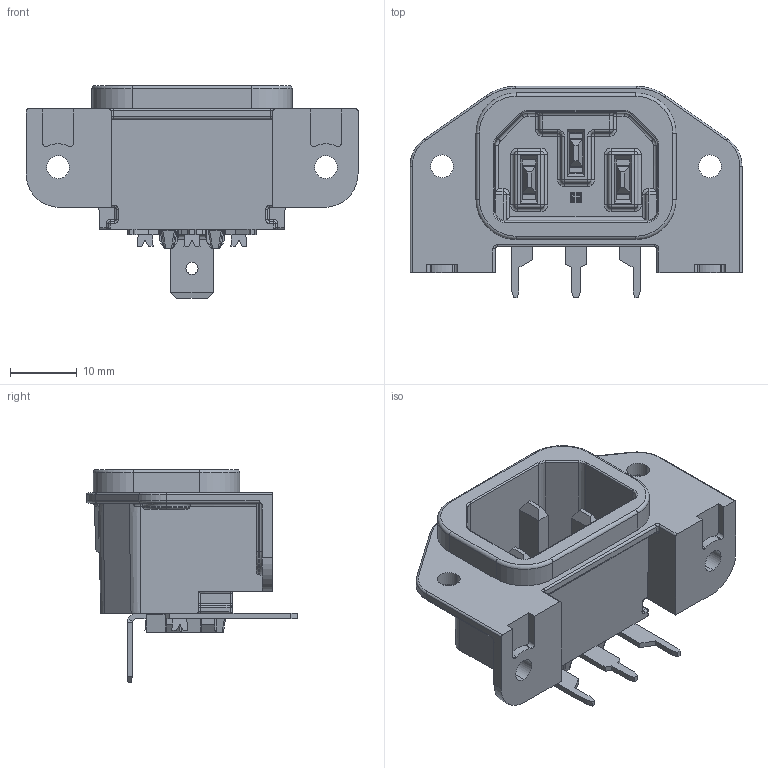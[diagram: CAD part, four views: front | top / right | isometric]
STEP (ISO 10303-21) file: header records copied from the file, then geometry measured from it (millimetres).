
FILE_DESCRIPTION (( 'STEP AP214' ), '1' );
FILE_NAME ('0100.2041_03.STEP', '2011-11-11T14:35:16', ( 'AnwenderIn' ), ( 'SCHURTER AG' ), 'SwSTEP 2.0', 'SolidWorks 2008', '' );
FILE_SCHEMA (( 'AUTOMOTIVE_DESIGN' ));
Length unit declared in the file: millimetre
Products named in the file (1): 0100.2041_03
Bounding box: 49.6 x 31.55 x 31.81 mm (x, y, z)
Volume: 6922.7 mm3; surface area: 8504.1 mm2
Topology: 1 solids, 1 shells, 801 faces, 2047 edges, 1263 vertices
Faces by surface type: plane 414, cylinder 238, torus 83, bspline 31, cone 24, sphere 11
Entity records: 24411 total; most frequent: CARTESIAN_POINT 5313, ORIENTED_EDGE 4072, DIRECTION 3910, EDGE_CURVE 2036, LINE 1350, VECTOR 1350, AXIS2_PLACEMENT_3D 1280, VERTEX_POINT 1261
